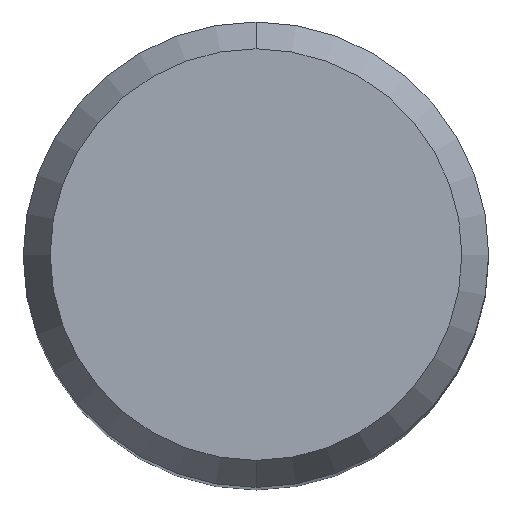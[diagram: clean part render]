
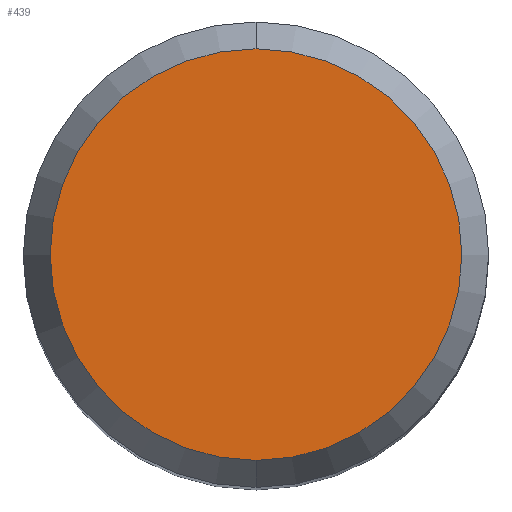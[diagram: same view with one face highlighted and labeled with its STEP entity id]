
A CAD part, top view. The second image highlights one B-rep face of the part: STEP entity #439.
In plain terms, the highlighted planar face has unit normal (0, 0, 1).
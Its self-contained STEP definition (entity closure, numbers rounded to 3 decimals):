
#291=VERTEX_POINT('',#592);
#311=VERTEX_POINT('',#614);
#325=EDGE_CURVE('',#311,#291,#629,.T.);
#425=EDGE_CURVE('',#291,#311,#741,.T.);
#439=ADVANCED_FACE('',(#757),#758,.T.);
#592=CARTESIAN_POINT('',(0.0,3.538,0.));
#614=CARTESIAN_POINT('',(0.,-3.538,0.));
#629=CIRCLE('',#1151,3.538);
#741=CIRCLE('',#1365,3.538);
#757=FACE_OUTER_BOUND('',#1388,.T.);
#758=PLANE('',#1389);
#1151=AXIS2_PLACEMENT_3D('',#1553,#1554,#1555);
#1365=AXIS2_PLACEMENT_3D('',#1698,#1699,#1700);
#1388=EDGE_LOOP('',(#1722,#1723));
#1389=AXIS2_PLACEMENT_3D('',#1724,#1725,#1726);
#1553=CARTESIAN_POINT('',(0.0,0.0,0.));
#1554=DIRECTION('',(0.0,0.0,-1.0));
#1555=DIRECTION('',(0.0,1.0,0.0));
#1698=CARTESIAN_POINT('',(0.0,0.0,0.));
#1699=DIRECTION('',(0.0,0.0,-1.0));
#1700=DIRECTION('',(0.0,1.0,0.0));
#1722=ORIENTED_EDGE('',*,*,#425,.F.);
#1723=ORIENTED_EDGE('',*,*,#325,.F.);
#1724=CARTESIAN_POINT('',(0.0,1.769,0.));
#1725=DIRECTION('',(-0.0,0.0,1.0));
#1726=DIRECTION('',(0.0,-1.0,0.0));
